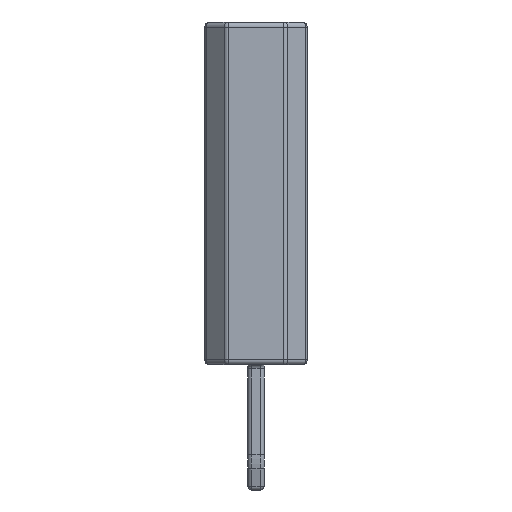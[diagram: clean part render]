
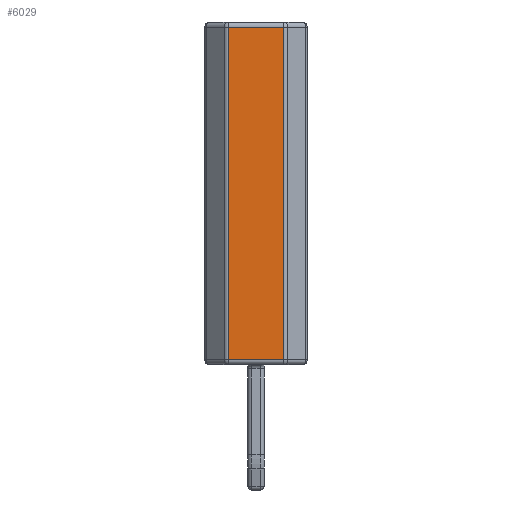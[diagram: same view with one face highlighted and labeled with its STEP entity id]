
A CAD part, left-side view. The second image highlights one B-rep face of the part: STEP entity #6029.
In plain terms, the highlighted planar face has unit normal (-1, 0, 0).
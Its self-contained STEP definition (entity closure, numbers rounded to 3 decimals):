
#5371 = CYLINDRICAL_SURFACE('',#5372,0.125);
#5372 = AXIS2_PLACEMENT_3D('',#5373,#5374,#5375);
#5373 = CARTESIAN_POINT('',(-1.145,0.692,0.));
#5374 = DIRECTION('',(0.,0.,1.));
#5375 = DIRECTION('',(-0.707,0.707,0.));
#5476 = VERTEX_POINT('',#5477);
#5477 = CARTESIAN_POINT('',(-1.27,0.692,0.125));
#5504 = EDGE_CURVE('',#5476,#5505,#5507,.T.);
#5505 = VERTEX_POINT('',#5506);
#5506 = CARTESIAN_POINT('',(-1.27,0.692,8.375));
#5507 = SURFACE_CURVE('',#5508,(#5512,#5519),.PCURVE_S1.);
#5508 = LINE('',#5509,#5510);
#5509 = CARTESIAN_POINT('',(-1.27,0.692,0.));
#5510 = VECTOR('',#5511,1.);
#5511 = DIRECTION('',(0.,0.,1.));
#5512 = PCURVE('',#5371,#5513);
#5513 = DEFINITIONAL_REPRESENTATION('',(#5514),#5518);
#5514 = LINE('',#5515,#5516);
#5515 = CARTESIAN_POINT('',(0.785,0.));
#5516 = VECTOR('',#5517,1.);
#5517 = DIRECTION('',(0.,1.));
#5518 = ( GEOMETRIC_REPRESENTATION_CONTEXT(2) 
PARAMETRIC_REPRESENTATION_CONTEXT() REPRESENTATION_CONTEXT('2D SPACE',''
  ) );
#5519 = PCURVE('',#5520,#5525);
#5520 = PLANE('',#5521);
#5521 = AXIS2_PLACEMENT_3D('',#5522,#5523,#5524);
#5522 = CARTESIAN_POINT('',(-1.27,-0.744,0.));
#5523 = DIRECTION('',(-1.,0.,0.));
#5524 = DIRECTION('',(0.,1.,0.));
#5525 = DEFINITIONAL_REPRESENTATION('',(#5526),#5530);
#5526 = LINE('',#5527,#5528);
#5527 = CARTESIAN_POINT('',(1.436,0.));
#5528 = VECTOR('',#5529,1.);
#5529 = DIRECTION('',(0.,-1.));
#5530 = ( GEOMETRIC_REPRESENTATION_CONTEXT(2) 
PARAMETRIC_REPRESENTATION_CONTEXT() REPRESENTATION_CONTEXT('2D SPACE',''
  ) );
#5734 = CYLINDRICAL_SURFACE('',#5735,0.125);
#5735 = AXIS2_PLACEMENT_3D('',#5736,#5737,#5738);
#5736 = CARTESIAN_POINT('',(-1.145,-0.744,8.375));
#5737 = DIRECTION('',(0.,1.,0.));
#5738 = DIRECTION('',(-1.,0.,0.));
#6016 = CYLINDRICAL_SURFACE('',#6017,0.125);
#6017 = AXIS2_PLACEMENT_3D('',#6018,#6019,#6020);
#6018 = CARTESIAN_POINT('',(-1.145,-0.744,0.125));
#6019 = DIRECTION('',(0.,1.,0.));
#6020 = DIRECTION('',(-1.,0.,0.));
#6029 = ADVANCED_FACE('',(#6030),#5520,.T.);
#6030 = FACE_BOUND('',#6031,.T.);
#6031 = EDGE_LOOP('',(#6032,#6055,#6056,#6079));
#6032 = ORIENTED_EDGE('',*,*,#6033,.T.);
#6033 = EDGE_CURVE('',#6034,#5505,#6036,.T.);
#6034 = VERTEX_POINT('',#6035);
#6035 = CARTESIAN_POINT('',(-1.27,-0.692,8.375));
#6036 = SURFACE_CURVE('',#6037,(#6041,#6048),.PCURVE_S1.);
#6037 = LINE('',#6038,#6039);
#6038 = CARTESIAN_POINT('',(-1.27,-0.744,8.375));
#6039 = VECTOR('',#6040,1.);
#6040 = DIRECTION('',(0.,1.,0.));
#6041 = PCURVE('',#5520,#6042);
#6042 = DEFINITIONAL_REPRESENTATION('',(#6043),#6047);
#6043 = LINE('',#6044,#6045);
#6044 = CARTESIAN_POINT('',(0.,-8.375));
#6045 = VECTOR('',#6046,1.);
#6046 = DIRECTION('',(1.,0.));
#6047 = ( GEOMETRIC_REPRESENTATION_CONTEXT(2) 
PARAMETRIC_REPRESENTATION_CONTEXT() REPRESENTATION_CONTEXT('2D SPACE',''
  ) );
#6048 = PCURVE('',#5734,#6049);
#6049 = DEFINITIONAL_REPRESENTATION('',(#6050),#6054);
#6050 = LINE('',#6051,#6052);
#6051 = CARTESIAN_POINT('',(0.,0.));
#6052 = VECTOR('',#6053,1.);
#6053 = DIRECTION('',(0.,1.));
#6054 = ( GEOMETRIC_REPRESENTATION_CONTEXT(2) 
PARAMETRIC_REPRESENTATION_CONTEXT() REPRESENTATION_CONTEXT('2D SPACE',''
  ) );
#6055 = ORIENTED_EDGE('',*,*,#5504,.F.);
#6056 = ORIENTED_EDGE('',*,*,#6057,.F.);
#6057 = EDGE_CURVE('',#6058,#5476,#6060,.T.);
#6058 = VERTEX_POINT('',#6059);
#6059 = CARTESIAN_POINT('',(-1.27,-0.692,0.125));
#6060 = SURFACE_CURVE('',#6061,(#6065,#6072),.PCURVE_S1.);
#6061 = LINE('',#6062,#6063);
#6062 = CARTESIAN_POINT('',(-1.27,-0.744,0.125));
#6063 = VECTOR('',#6064,1.);
#6064 = DIRECTION('',(0.,1.,0.));
#6065 = PCURVE('',#5520,#6066);
#6066 = DEFINITIONAL_REPRESENTATION('',(#6067),#6071);
#6067 = LINE('',#6068,#6069);
#6068 = CARTESIAN_POINT('',(0.,-0.125));
#6069 = VECTOR('',#6070,1.);
#6070 = DIRECTION('',(1.,0.));
#6071 = ( GEOMETRIC_REPRESENTATION_CONTEXT(2) 
PARAMETRIC_REPRESENTATION_CONTEXT() REPRESENTATION_CONTEXT('2D SPACE',''
  ) );
#6072 = PCURVE('',#6016,#6073);
#6073 = DEFINITIONAL_REPRESENTATION('',(#6074),#6078);
#6074 = LINE('',#6075,#6076);
#6075 = CARTESIAN_POINT('',(-0.,0.));
#6076 = VECTOR('',#6077,1.);
#6077 = DIRECTION('',(-0.,1.));
#6078 = ( GEOMETRIC_REPRESENTATION_CONTEXT(2) 
PARAMETRIC_REPRESENTATION_CONTEXT() REPRESENTATION_CONTEXT('2D SPACE',''
  ) );
#6079 = ORIENTED_EDGE('',*,*,#6080,.T.);
#6080 = EDGE_CURVE('',#6058,#6034,#6081,.T.);
#6081 = SURFACE_CURVE('',#6082,(#6086,#6093),.PCURVE_S1.);
#6082 = LINE('',#6083,#6084);
#6083 = CARTESIAN_POINT('',(-1.27,-0.692,0.));
#6084 = VECTOR('',#6085,1.);
#6085 = DIRECTION('',(0.,0.,1.));
#6086 = PCURVE('',#5520,#6087);
#6087 = DEFINITIONAL_REPRESENTATION('',(#6088),#6092);
#6088 = LINE('',#6089,#6090);
#6089 = CARTESIAN_POINT('',(0.052,0.));
#6090 = VECTOR('',#6091,1.);
#6091 = DIRECTION('',(0.,-1.));
#6092 = ( GEOMETRIC_REPRESENTATION_CONTEXT(2) 
PARAMETRIC_REPRESENTATION_CONTEXT() REPRESENTATION_CONTEXT('2D SPACE',''
  ) );
#6093 = PCURVE('',#6094,#6099);
#6094 = CYLINDRICAL_SURFACE('',#6095,0.125);
#6095 = AXIS2_PLACEMENT_3D('',#6096,#6097,#6098);
#6096 = CARTESIAN_POINT('',(-1.145,-0.692,0.));
#6097 = DIRECTION('',(0.,0.,1.));
#6098 = DIRECTION('',(-1.,0.,0.));
#6099 = DEFINITIONAL_REPRESENTATION('',(#6100),#6104);
#6100 = LINE('',#6101,#6102);
#6101 = CARTESIAN_POINT('',(0.,0.));
#6102 = VECTOR('',#6103,1.);
#6103 = DIRECTION('',(0.,1.));
#6104 = ( GEOMETRIC_REPRESENTATION_CONTEXT(2) 
PARAMETRIC_REPRESENTATION_CONTEXT() REPRESENTATION_CONTEXT('2D SPACE',''
  ) );
